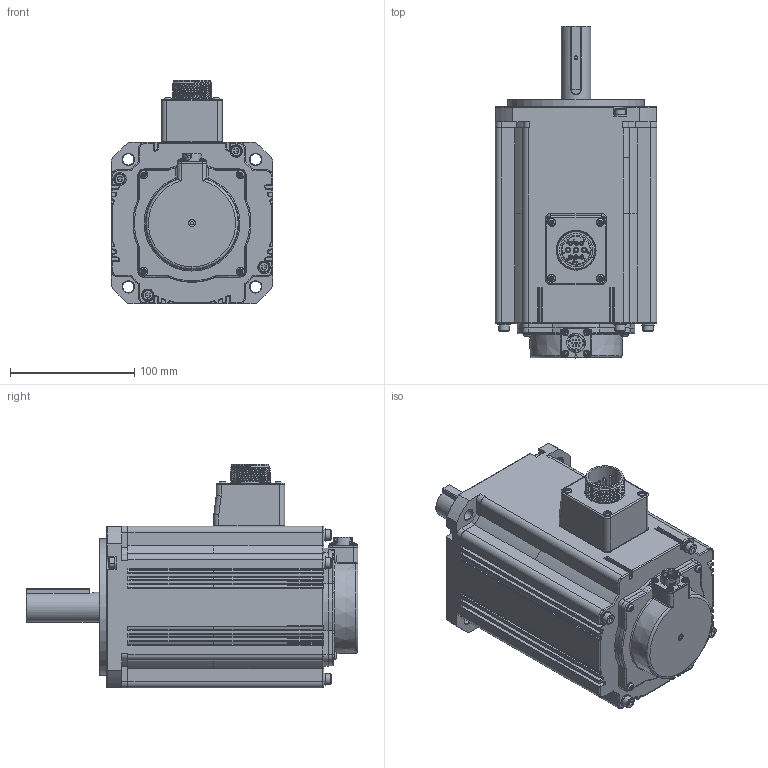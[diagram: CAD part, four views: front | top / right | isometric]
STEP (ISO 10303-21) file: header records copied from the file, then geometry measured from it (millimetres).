
FILE_DESCRIPTION( ('This file contains a STEP AP42 implementation' ,'as created by ZW3D STEP Interface translator.') ,'2;1' );
FILE_NAME( 'X6MA300A-B4LA.stp' ,'22 520.101642', (''), ('ZWCAD Software Co.'), 'Version 1.0', 'ZW3D to STEP translator', '' );
FILE_SCHEMA(('AUTOMOTIVE_DESIGN { 1 0 10303 214 1 1 1 1 }'));
Length unit declared in the file: millimetre
Products named in the file (1): 0
Bounding box: 130 x 267 x 180.1 mm (x, y, z)
Volume: 2918977 mm3; surface area: 175164.2 mm2
Topology: 1 solids, 1 shells, 2114 faces, 5507 edges, 3477 vertices
Faces by surface type: bspline 945, plane 779, cylinder 271, cone 90, sphere 29
Full cylindrical faces by diameter (mm): 0.8 x4, 1 x10, 2.4 x12, 2.5 x1, 3 x13, 5 x19, 5.5 x5, 6 x23, 6.5 x4, 6.7 x8, 8.5 x4, 10 x8, 11.8 x1, 15.2 x1, 24 x1, 26.85 x1, 28.6 x1, 29.8 x1, 31.712 x8, 32.1 x1, 35 x1, 35.9 x1, 98 x1, 110 x1
Entity records: 95712 total; most frequent: CARTESIAN_POINT 45640, ORIENTED_EDGE 10938, DIRECTION 8917, EDGE_CURVE 5469, VERTEX_POINT 3486, AXIS2_PLACEMENT_3D 3084, VECTOR 2749, LINE 2749
